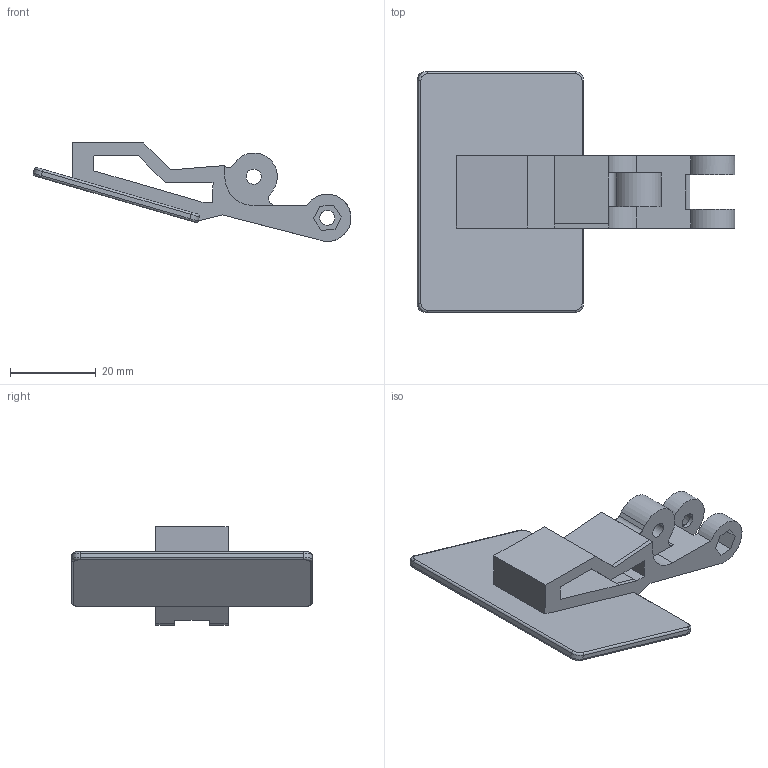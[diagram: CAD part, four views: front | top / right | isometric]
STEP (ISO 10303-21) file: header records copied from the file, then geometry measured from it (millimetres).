
FILE_DESCRIPTION((''),'2;1');
FILE_NAME('SCHIEBEBACKE','2025-04-30T03:33:39',('ZOMBULLI'),('CARL ZEISS'),'CREO PARAMETRIC BY PTC INC, 2024014','CREO PARAMETRIC BY PTC INC, 2024014','');
FILE_SCHEMA(('AUTOMOTIVE_DESIGN { 1 0 10303 214 1 1 1 1 }'));
Length unit declared in the file: millimetre
Products named in the file (1): SCHIEBEBACKE
Bounding box: 73.96 x 56 x 22.99 mm (x, y, z)
Volume: 11889.3 mm3; surface area: 8824.1 mm2
Topology: 1 solids, 1 shells, 76 faces, 210 edges, 136 vertices
Faces by surface type: plane 41, cylinder 25, torus 8, cone 2
Entity records: 3191 total; most frequent: DIRECTION 428, CARTESIAN_POINT 425, ORIENTED_EDGE 420, PRESENTATION_STYLE_ASSIGNMENT 211, STYLED_ITEM 211, CURVE_STYLE 210, EDGE_CURVE 210, VECTOR 146
